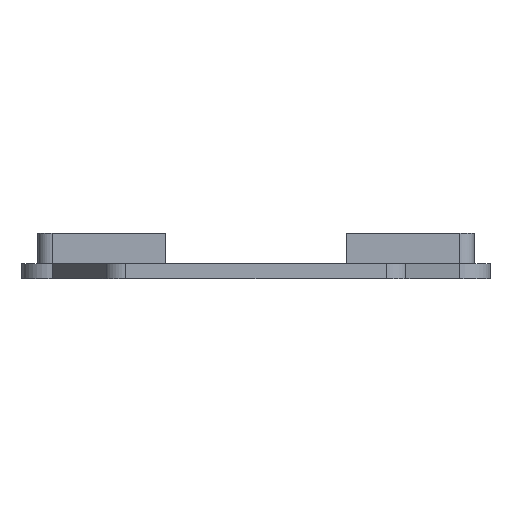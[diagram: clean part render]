
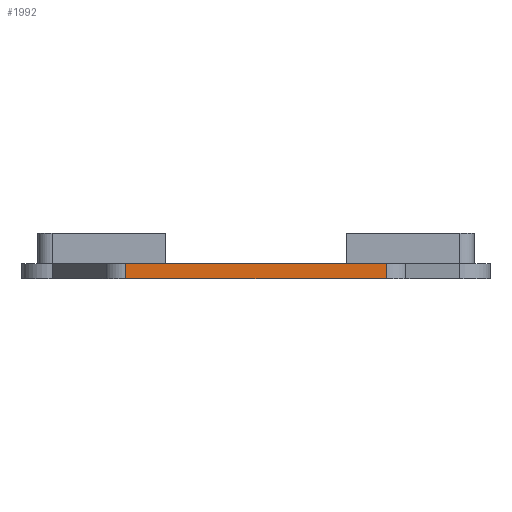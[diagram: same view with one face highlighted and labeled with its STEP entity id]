
A CAD part, front view. The second image highlights one B-rep face of the part: STEP entity #1992.
In plain terms, the highlighted planar face has unit normal (0, -1, 0).
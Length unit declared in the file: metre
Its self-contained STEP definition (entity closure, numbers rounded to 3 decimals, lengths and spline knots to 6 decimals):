
#696=ORIENTED_EDGE('',*,*,#835,.F.);
#697=ORIENTED_EDGE('',*,*,#1019,.T.);
#698=ORIENTED_EDGE('',*,*,#937,.F.);
#699=ORIENTED_EDGE('',*,*,#1020,.F.);
#835=EDGE_CURVE('',#1110,#1111,#1300,.T.);
#937=EDGE_CURVE('',#1181,#1182,#1362,.T.);
#1019=EDGE_CURVE('',#1110,#1182,#1415,.T.);
#1020=EDGE_CURVE('',#1111,#1181,#1416,.T.);
#1110=VERTEX_POINT('',#2894);
#1111=VERTEX_POINT('',#2896);
#1181=VERTEX_POINT('',#3111);
#1182=VERTEX_POINT('',#3113);
#1300=LINE('',#2895,#1500);
#1362=LINE('',#3112,#1562);
#1415=LINE('',#3393,#1615);
#1416=LINE('',#3395,#1616);
#1500=VECTOR('',#2338,1.);
#1562=VECTOR('',#2496,1.);
#1615=VECTOR('',#2661,1.);
#1616=VECTOR('',#2664,1.);
#1723=EDGE_LOOP('',(#696,#697,#698,#699));
#1835=FACE_BOUND('',#1723,.T.);
#1895=PLANE('',#2162);
#1992=ADVANCED_FACE('',(#1835),#1895,.T.);
#2162=AXIS2_PLACEMENT_3D('',#3394,#2662,#2663);
#2338=DIRECTION('',(1.,0.,0.));
#2496=DIRECTION('',(-1.,0.,0.));
#2661=DIRECTION('',(0.,0.,-1.));
#2662=DIRECTION('',(0.,-1.,0.));
#2663=DIRECTION('',(0.,0.,-1.));
#2664=DIRECTION('',(0.,0.,-1.));
#2894=CARTESIAN_POINT('',(0.008061,-0.04618,-0.027366));
#2895=CARTESIAN_POINT('',(0.02532,-0.04618,-0.027366));
#2896=CARTESIAN_POINT('',(0.042579,-0.04618,-0.027366));
#3111=CARTESIAN_POINT('',(0.042579,-0.04618,-0.029366));
#3112=CARTESIAN_POINT('',(0.02532,-0.04618,-0.029366));
#3113=CARTESIAN_POINT('',(0.008061,-0.04618,-0.029366));
#3393=CARTESIAN_POINT('',(0.008061,-0.04618,-0.027364));
#3394=CARTESIAN_POINT('',(0.02532,-0.04618,-0.027364));
#3395=CARTESIAN_POINT('',(0.042579,-0.04618,-0.027364));
